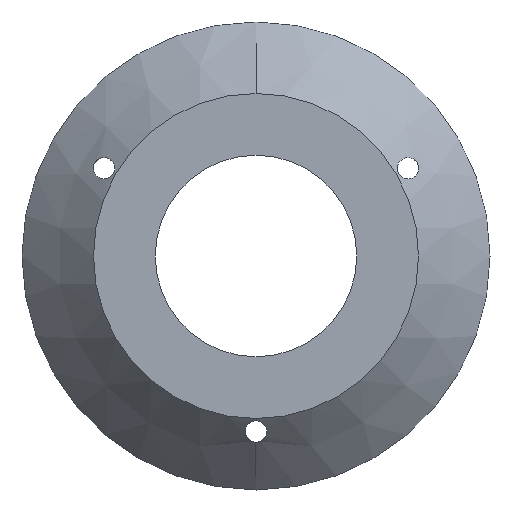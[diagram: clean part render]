
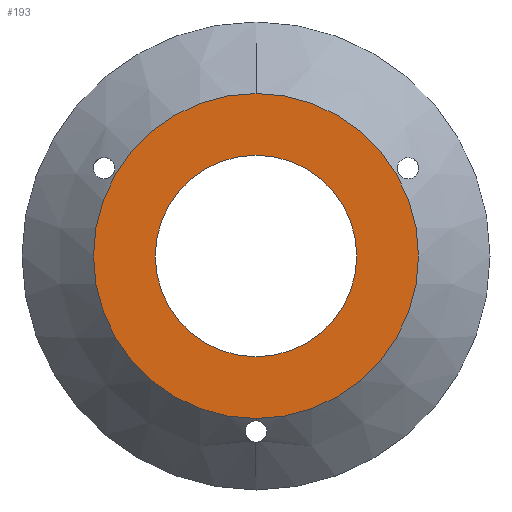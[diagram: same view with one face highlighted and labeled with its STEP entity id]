
A CAD part, front view. The second image highlights one B-rep face of the part: STEP entity #193.
In plain terms, the highlighted planar face has unit normal (0, -1, 0).
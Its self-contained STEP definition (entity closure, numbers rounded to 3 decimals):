
#32 = CARTESIAN_POINT ( 'NONE',  ( 0., 0., 0. ) ) ;
#49 = CARTESIAN_POINT ( 'NONE',  ( 0., 0., -25. ) ) ;
#109 = CIRCLE ( 'NONE', #365, 25. ) ;
#118 = PLANE ( 'NONE',  #245 ) ;
#135 = CARTESIAN_POINT ( 'NONE',  ( 0., 0., 15.5 ) ) ;
#159 = EDGE_CURVE ( 'NONE', #564, #640, #109, .T. ) ;
#165 = DIRECTION ( 'NONE',  ( 0., 0., -1. ) ) ;
#184 = FACE_OUTER_BOUND ( 'NONE', #204, .T. ) ;
#189 = DIRECTION ( 'NONE',  ( 0., 0., -1. ) ) ;
#193 = ADVANCED_FACE ( 'NONE', ( #460, #184 ), #118, .F. ) ;
#204 = EDGE_LOOP ( 'NONE', ( #382, #416 ) ) ;
#215 = DIRECTION ( 'NONE',  ( 0., -1., 0. ) ) ;
#228 = AXIS2_PLACEMENT_3D ( 'NONE', #327, #215, #165 ) ;
#239 = CARTESIAN_POINT ( 'NONE',  ( 0., 0., 25. ) ) ;
#245 = AXIS2_PLACEMENT_3D ( 'NONE', #345, #412, #636 ) ;
#250 = VERTEX_POINT ( 'NONE', #135 ) ;
#255 = ORIENTED_EDGE ( 'NONE', *, *, #402, .F. ) ;
#305 = DIRECTION ( 'NONE',  ( 0., 0., -1. ) ) ;
#327 = CARTESIAN_POINT ( 'NONE',  ( 0., 0., 0. ) ) ;
#345 = CARTESIAN_POINT ( 'NONE',  ( -25., 0., 0. ) ) ;
#358 = EDGE_LOOP ( 'NONE', ( #475, #255 ) ) ;
#361 = AXIS2_PLACEMENT_3D ( 'NONE', #32, #524, #305 ) ;
#365 = AXIS2_PLACEMENT_3D ( 'NONE', #467, #700, #189 ) ;
#382 = ORIENTED_EDGE ( 'NONE', *, *, #159, .T. ) ;
#402 = EDGE_CURVE ( 'NONE', #250, #507, #608, .T. ) ;
#412 = DIRECTION ( 'NONE',  ( 0., 1., 0. ) ) ;
#416 = ORIENTED_EDGE ( 'NONE', *, *, #493, .T. ) ;
#443 = CARTESIAN_POINT ( 'NONE',  ( 0., 0., 0. ) ) ;
#460 = FACE_BOUND ( 'NONE', #358, .T. ) ;
#467 = CARTESIAN_POINT ( 'NONE',  ( 0., 0., 0. ) ) ;
#475 = ORIENTED_EDGE ( 'NONE', *, *, #555, .F. ) ;
#492 = CIRCLE ( 'NONE', #600, 25. ) ;
#493 = EDGE_CURVE ( 'NONE', #640, #564, #492, .T. ) ;
#507 = VERTEX_POINT ( 'NONE', #719 ) ;
#524 = DIRECTION ( 'NONE',  ( 0., -1., 0. ) ) ;
#552 = DIRECTION ( 'NONE',  ( 0., -1., 0. ) ) ;
#555 = EDGE_CURVE ( 'NONE', #507, #250, #737, .T. ) ;
#564 = VERTEX_POINT ( 'NONE', #239 ) ;
#600 = AXIS2_PLACEMENT_3D ( 'NONE', #443, #552, #614 ) ;
#608 = CIRCLE ( 'NONE', #361, 15.5 ) ;
#614 = DIRECTION ( 'NONE',  ( 0., 0., -1. ) ) ;
#636 = DIRECTION ( 'NONE',  ( 0., 0., 1. ) ) ;
#640 = VERTEX_POINT ( 'NONE', #49 ) ;
#700 = DIRECTION ( 'NONE',  ( 0., -1., 0. ) ) ;
#719 = CARTESIAN_POINT ( 'NONE',  ( 0., 0., -15.5 ) ) ;
#737 = CIRCLE ( 'NONE', #228, 15.5 ) ;
